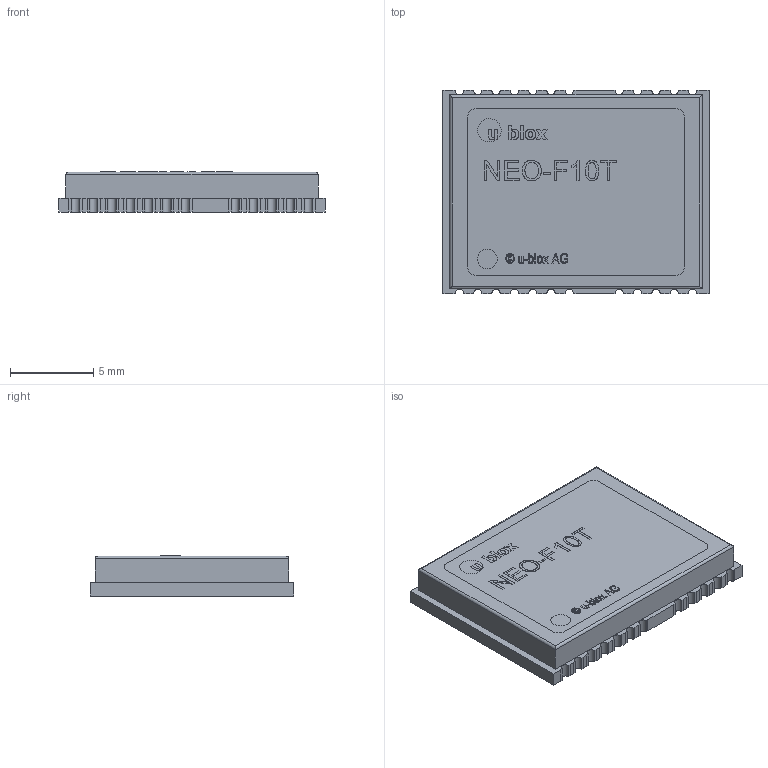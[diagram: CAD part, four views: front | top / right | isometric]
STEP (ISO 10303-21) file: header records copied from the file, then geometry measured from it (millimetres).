
FILE_DESCRIPTION(/* description */ (''),/* implementation_level */ '2;1');
FILE_NAME(/* name */ 'uBlox NEO-F10T.step',/* time_stamp */ '2024-03-16T14:33:24Z',/* author */ (''),/* organization */ (''),/* preprocessor_version */ 'ST-DEVELOPER v20',/* originating_system */ 'Autodesk Translation Framework v12.20.1.177',/* authorisation */ '');
FILE_SCHEMA (('AUTOMOTIVE_DESIGN { 1 0 10303 214 3 1 1 }'));
Length unit declared in the file: millimetre
Products named in the file (1): uBlox NEO
Bounding box: 16 x 12.2 x 2.41 mm (x, y, z)
Volume: 436.8 mm3; surface area: 519.2 mm2
Topology: 1 solids, 1 shells, 239 faces, 770 edges, 567 vertices
Faces by surface type: plane 167, bspline 44, cylinder 28
Entity records: 10205 total; most frequent: CARTESIAN_POINT 3436, ORIENTED_EDGE 1540, DIRECTION 1057, EDGE_CURVE 770, VERTEX_POINT 567, LINE 547, VECTOR 547, EDGE_LOOP 273
